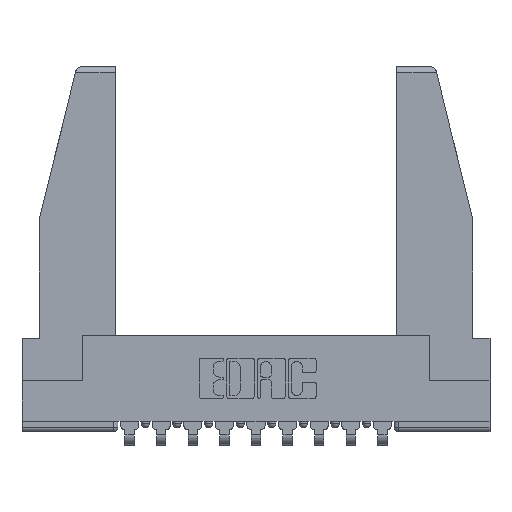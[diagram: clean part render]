
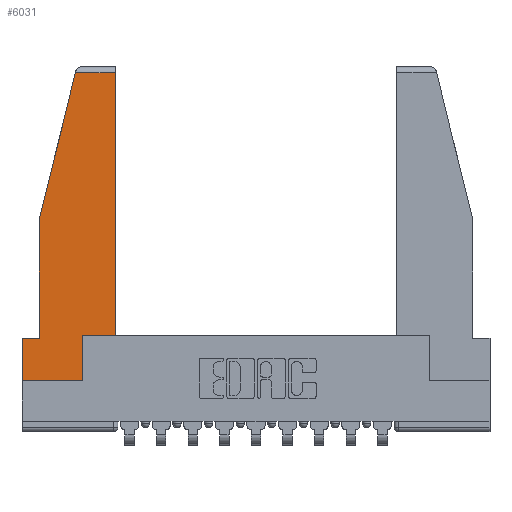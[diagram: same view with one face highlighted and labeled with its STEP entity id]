
A CAD part, top view. The second image highlights one B-rep face of the part: STEP entity #6031.
In plain terms, the highlighted planar face has unit normal (0, 0, 1).
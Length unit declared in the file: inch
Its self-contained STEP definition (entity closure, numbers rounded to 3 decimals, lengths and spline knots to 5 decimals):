
#9 = CARTESIAN_POINT ( 'NONE',  ( 0.2636, 1.52, 0. ) ) ;
#42 = VECTOR ( 'NONE', #7216, 39.37008 ) ;
#221 = VECTOR ( 'NONE', #13001, 39.37008 ) ;
#245 = EDGE_CURVE ( 'NONE', #10381, #7064, #7867, .T. ) ;
#868 = EDGE_CURVE ( 'NONE', #13658, #12023, #10812, .T. ) ;
#872 = CARTESIAN_POINT ( 'NONE',  ( 0.297, 0., 0. ) ) ;
#993 = CARTESIAN_POINT ( 'NONE',  ( 0., 0.21, 0. ) ) ;
#2017 = CARTESIAN_POINT ( 'NONE',  ( 0.086, 0.8, 0. ) ) ;
#2167 = VECTOR ( 'NONE', #14191, 39.37008 ) ;
#2263 = LINE ( 'NONE', #13476, #7283 ) ;
#2680 = EDGE_CURVE ( 'NONE', #7064, #9372, #10948, .T. ) ;
#2809 = ORIENTED_EDGE ( 'NONE', *, *, #9359, .T. ) ;
#2819 = EDGE_CURVE ( 'NONE', #12023, #5823, #2263, .T. ) ;
#2930 = AXIS2_PLACEMENT_3D ( 'NONE', #5952, #9308, #13724 ) ;
#2980 = LINE ( 'NONE', #9767, #42 ) ;
#3148 = LINE ( 'NONE', #14269, #4105 ) ;
#3554 = CARTESIAN_POINT ( 'NONE',  ( 0.461, 1.52, 0. ) ) ;
#3826 = ORIENTED_EDGE ( 'NONE', *, *, #868, .T. ) ;
#3904 = LINE ( 'NONE', #2017, #10930 ) ;
#4105 = VECTOR ( 'NONE', #7585, 39.37008 ) ;
#4355 = VERTEX_POINT ( 'NONE', #8421 ) ;
#4533 = ORIENTED_EDGE ( 'NONE', *, *, #7488, .T. ) ;
#4863 = FACE_OUTER_BOUND ( 'NONE', #5341, .T. ) ;
#4999 = ORIENTED_EDGE ( 'NONE', *, *, #10603, .T. ) ;
#5118 = VECTOR ( 'NONE', #13330, 39.37008 ) ;
#5329 = CARTESIAN_POINT ( 'NONE',  ( 0.271, 1.55, 0. ) ) ;
#5341 = EDGE_LOOP ( 'NONE', ( #7826, #12003, #8333, #4999, #2809, #3826, #12936, #13526, #4533 ) ) ;
#5643 = CARTESIAN_POINT ( 'NONE',  ( 0.086, 0.8, 0. ) ) ;
#5769 = VECTOR ( 'NONE', #10283, 39.37008 ) ;
#5823 = VERTEX_POINT ( 'NONE', #872 ) ;
#5952 = CARTESIAN_POINT ( 'NONE',  ( 0., 0., 0. ) ) ;
#6031 = ADVANCED_FACE ( 'NONE', ( #4863 ), #11761, .T. ) ;
#6707 = DIRECTION ( 'NONE',  ( 1., 0., 0. ) ) ;
#6847 = CARTESIAN_POINT ( 'NONE',  ( 0., 1.52, 0. ) ) ;
#7064 = VERTEX_POINT ( 'NONE', #9 ) ;
#7216 = DIRECTION ( 'NONE',  ( 0., 1., 0. ) ) ;
#7283 = VECTOR ( 'NONE', #6707, 39.37008 ) ;
#7488 = EDGE_CURVE ( 'NONE', #10237, #11741, #13607, .T. ) ;
#7585 = DIRECTION ( 'NONE',  ( 0., 1., 0. ) ) ;
#7771 = CARTESIAN_POINT ( 'NONE',  ( 0.297, 0.223, 0. ) ) ;
#7826 = ORIENTED_EDGE ( 'NONE', *, *, #12017, .T. ) ;
#7867 = LINE ( 'NONE', #6847, #5118 ) ;
#8171 = EDGE_CURVE ( 'NONE', #5823, #10237, #3148, .T. ) ;
#8333 = ORIENTED_EDGE ( 'NONE', *, *, #2680, .T. ) ;
#8421 = CARTESIAN_POINT ( 'NONE',  ( 0.086, 0.21, 0. ) ) ;
#8557 = CARTESIAN_POINT ( 'NONE',  ( 0., 0.21, 0. ) ) ;
#8640 = CARTESIAN_POINT ( 'NONE',  ( 0., 0.21, 0. ) ) ;
#9308 = DIRECTION ( 'NONE',  ( 0., 0., 1. ) ) ;
#9359 = EDGE_CURVE ( 'NONE', #4355, #13658, #14067, .T. ) ;
#9372 = VERTEX_POINT ( 'NONE', #5643 ) ;
#9767 = CARTESIAN_POINT ( 'NONE',  ( 0.461, 0.223, 0. ) ) ;
#10237 = VERTEX_POINT ( 'NONE', #7771 ) ;
#10283 = DIRECTION ( 'NONE',  ( 1., 0., 0. ) ) ;
#10381 = VERTEX_POINT ( 'NONE', #3554 ) ;
#10603 = EDGE_CURVE ( 'NONE', #9372, #4355, #3904, .T. ) ;
#10812 = LINE ( 'NONE', #993, #14000 ) ;
#10930 = VECTOR ( 'NONE', #11922, 39.37008 ) ;
#10948 = LINE ( 'NONE', #5329, #2167 ) ;
#11657 = CARTESIAN_POINT ( 'NONE',  ( 0., 0., 0. ) ) ;
#11741 = VERTEX_POINT ( 'NONE', #12243 ) ;
#11761 = PLANE ( 'NONE',  #2930 ) ;
#11922 = DIRECTION ( 'NONE',  ( 0., -1., 0. ) ) ;
#11976 = DIRECTION ( 'NONE',  ( 0., -1., 0. ) ) ;
#12003 = ORIENTED_EDGE ( 'NONE', *, *, #245, .T. ) ;
#12017 = EDGE_CURVE ( 'NONE', #11741, #10381, #2980, .T. ) ;
#12023 = VERTEX_POINT ( 'NONE', #11657 ) ;
#12243 = CARTESIAN_POINT ( 'NONE',  ( 0.461, 0.223, 0. ) ) ;
#12451 = CARTESIAN_POINT ( 'NONE',  ( 0.297, 0.223, 0. ) ) ;
#12936 = ORIENTED_EDGE ( 'NONE', *, *, #2819, .T. ) ;
#13001 = DIRECTION ( 'NONE',  ( -1., 0., 0. ) ) ;
#13330 = DIRECTION ( 'NONE',  ( -1., 0., 0. ) ) ;
#13476 = CARTESIAN_POINT ( 'NONE',  ( 0., 0., 0. ) ) ;
#13526 = ORIENTED_EDGE ( 'NONE', *, *, #8171, .T. ) ;
#13607 = LINE ( 'NONE', #12451, #5769 ) ;
#13658 = VERTEX_POINT ( 'NONE', #8640 ) ;
#13724 = DIRECTION ( 'NONE',  ( 1., 0., 0. ) ) ;
#14000 = VECTOR ( 'NONE', #11976, 39.37008 ) ;
#14067 = LINE ( 'NONE', #8557, #221 ) ;
#14191 = DIRECTION ( 'NONE',  ( -0.239, -0.971, 0. ) ) ;
#14269 = CARTESIAN_POINT ( 'NONE',  ( 0.297, 0., 0. ) ) ;
